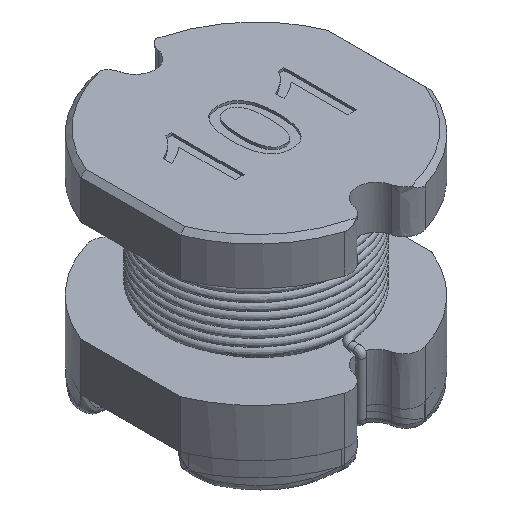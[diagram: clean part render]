
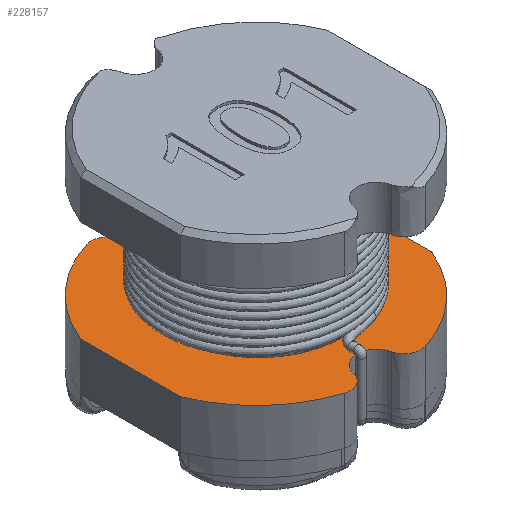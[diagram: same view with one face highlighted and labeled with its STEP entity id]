
A CAD part, isometric view. The second image highlights one B-rep face of the part: STEP entity #228157.
In plain terms, the highlighted free-form (B-spline) face has degree [1, 1] with [2, 2] control points.
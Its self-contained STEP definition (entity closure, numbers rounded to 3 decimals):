
#226823=CARTESIAN_POINT('',(0.,-1.2,-3.));
#226824=VERTEX_POINT('',#226823);
#226830=CARTESIAN_POINT('',(0.,-1.2,-3.));
#226831=CARTESIAN_POINT('',(1.2,-1.2,-3.));
#226832=CARTESIAN_POINT('',(1.2,0.,-3.));
#226833=CARTESIAN_POINT('',(1.2,1.2,-3.));
#226834=CARTESIAN_POINT('',(0.,1.2,-3.));
#226835=CARTESIAN_POINT('',(-1.2,1.2,-3.));
#226836=CARTESIAN_POINT('',(-1.2,0.,-3.));
#226837=CARTESIAN_POINT('',(-1.2,-1.2,-3.));
#226838=CARTESIAN_POINT('',(0.,-1.2,-3.));
#226839=(BOUNDED_CURVE()B_SPLINE_CURVE(2,(#226830,#226831,#226832,#226833,#226834,#226835,#226836,#226837,#226838),.CIRCULAR_ARC.,.T.,.U.)B_SPLINE_CURVE_WITH_KNOTS((3,2,2,2,3),(0.,0.25,0.5,0.75,1.),.UNSPECIFIED.)CURVE()GEOMETRIC_REPRESENTATION_ITEM()RATIONAL_B_SPLINE_CURVE((1.,0.707,1.,0.707,1.,0.707,1.,0.707,1.))REPRESENTATION_ITEM(''));
#226840=EDGE_CURVE('',#226824,#226824,#226839,.T.);
#227526=CARTESIAN_POINT('',(-0.837,-2.672,-3.));
#227527=VERTEX_POINT('',#227526);
#227533=CARTESIAN_POINT('',(-2.6,-1.039,-3.));
#227534=VERTEX_POINT('',#227533);
#227535=CARTESIAN_POINT('',(-2.6,-1.039,-3.));
#227536=CARTESIAN_POINT('',(-2.106,-2.274,-3.));
#227537=CARTESIAN_POINT('',(-0.837,-2.672,-3.));
#227538=(BOUNDED_CURVE()B_SPLINE_CURVE(2,(#227535,#227536,#227537),.CIRCULAR_ARC.,.F.,.U.)B_SPLINE_CURVE_WITH_KNOTS((3,3),(0.813,0.949),.UNSPECIFIED.)CURVE()GEOMETRIC_REPRESENTATION_ITEM()RATIONAL_B_SPLINE_CURVE((0.89,0.81,0.905))REPRESENTATION_ITEM(''));
#227539=EDGE_CURVE('',#227534,#227527,#227538,.T.);
#227673=CARTESIAN_POINT('',(-2.6,1.039,-3.));
#227674=VERTEX_POINT('',#227673);
#227680=CARTESIAN_POINT('',(-0.837,2.672,-3.));
#227681=VERTEX_POINT('',#227680);
#227682=CARTESIAN_POINT('',(-0.837,2.672,-3.));
#227683=CARTESIAN_POINT('',(-2.106,2.274,-3.));
#227684=CARTESIAN_POINT('',(-2.6,1.039,-3.));
#227685=(BOUNDED_CURVE()B_SPLINE_CURVE(2,(#227682,#227683,#227684),.CIRCULAR_ARC.,.F.,.U.)B_SPLINE_CURVE_WITH_KNOTS((3,3),(0.551,0.687),.UNSPECIFIED.)CURVE()GEOMETRIC_REPRESENTATION_ITEM()RATIONAL_B_SPLINE_CURVE((0.905,0.81,0.89))REPRESENTATION_ITEM(''));
#227686=EDGE_CURVE('',#227681,#227674,#227685,.T.);
#227822=CARTESIAN_POINT('',(0.837,2.672,-3.));
#227823=VERTEX_POINT('',#227822);
#227829=CARTESIAN_POINT('',(2.6,1.039,-3.));
#227830=VERTEX_POINT('',#227829);
#227831=CARTESIAN_POINT('',(2.6,1.039,-3.));
#227832=CARTESIAN_POINT('',(2.106,2.274,-3.));
#227833=CARTESIAN_POINT('',(0.837,2.672,-3.));
#227834=(BOUNDED_CURVE()B_SPLINE_CURVE(2,(#227831,#227832,#227833),.CIRCULAR_ARC.,.F.,.U.)B_SPLINE_CURVE_WITH_KNOTS((3,3),(0.313,0.449),.UNSPECIFIED.)CURVE()GEOMETRIC_REPRESENTATION_ITEM()RATIONAL_B_SPLINE_CURVE((0.89,0.81,0.905))REPRESENTATION_ITEM(''));
#227835=EDGE_CURVE('',#227830,#227823,#227834,.T.);
#227972=CARTESIAN_POINT('',(2.6,-1.039,-3.));
#227973=VERTEX_POINT('',#227972);
#227979=CARTESIAN_POINT('',(0.837,-2.672,-3.));
#227980=VERTEX_POINT('',#227979);
#227981=CARTESIAN_POINT('',(0.837,-2.672,-3.));
#227982=CARTESIAN_POINT('',(2.106,-2.274,-3.));
#227983=CARTESIAN_POINT('',(2.6,-1.039,-3.));
#227984=(BOUNDED_CURVE()B_SPLINE_CURVE(2,(#227981,#227982,#227983),.CIRCULAR_ARC.,.F.,.U.)B_SPLINE_CURVE_WITH_KNOTS((3,3),(0.051,0.187),.UNSPECIFIED.)CURVE()GEOMETRIC_REPRESENTATION_ITEM()RATIONAL_B_SPLINE_CURVE((0.905,0.81,0.89))REPRESENTATION_ITEM(''));
#227985=EDGE_CURVE('',#227980,#227973,#227984,.T.);
#228081=CARTESIAN_POINT('',(-8.4,8.4,-3.));
#228082=CARTESIAN_POINT('',(8.4,8.4,-3.));
#228083=CARTESIAN_POINT('',(-8.4,-8.4,-3.));
#228084=CARTESIAN_POINT('',(8.4,-8.4,-3.));
#228085=B_SPLINE_SURFACE_WITH_KNOTS('',1,1,((#228081,#228082),(#228083,#228084)),.PLANE_SURF.,.F.,.F.,.U.,(2,2),(2,2),(-1.,2.),(-1.,2.),.UNSPECIFIED.);
#228086=CARTESIAN_POINT('',(0.391,-2.414,-3.));
#228087=VERTEX_POINT('',#228086);
#228088=CARTESIAN_POINT('',(0.391,-2.414,-3.));
#228089=CARTESIAN_POINT('',(0.424,-2.564,-3.));
#228090=CARTESIAN_POINT('',(0.69,-2.718,-3.));
#228091=CARTESIAN_POINT('',(0.837,-2.672,-3.));
#228092=(BOUNDED_CURVE()B_SPLINE_CURVE(2,(#228088,#228089,#228090,#228091),.UNSPECIFIED.,.F.,.U.)B_SPLINE_CURVE_WITH_KNOTS((3,1,3),(0.,0.5,1.),.UNSPECIFIED.)CURVE()GEOMETRIC_REPRESENTATION_ITEM()RATIONAL_B_SPLINE_CURVE((1.,0.838,0.838,1.))REPRESENTATION_ITEM(''));
#228093=EDGE_CURVE('',#228087,#227980,#228092,.T.);
#228094=ORIENTED_EDGE('',*,*,#228093,.T.);
#228095=ORIENTED_EDGE('',*,*,#227985,.T.);
#228096=CARTESIAN_POINT('',(2.6,1.039,-3.));
#228097=CARTESIAN_POINT('',(2.6,-1.039,-3.));
#228098=B_SPLINE_CURVE_WITH_KNOTS('',1,(#228096,#228097),.POLYLINE_FORM.,.F.,.U.,(2,2),(0.528,0.69),.UNSPECIFIED.);
#228099=EDGE_CURVE('',#227830,#227973,#228098,.T.);
#228100=ORIENTED_EDGE('',*,*,#228099,.F.);
#228101=ORIENTED_EDGE('',*,*,#227835,.T.);
#228102=CARTESIAN_POINT('',(0.391,2.414,-3.));
#228103=VERTEX_POINT('',#228102);
#228104=CARTESIAN_POINT('',(0.391,2.414,-3.));
#228105=CARTESIAN_POINT('',(0.424,2.564,-3.));
#228106=CARTESIAN_POINT('',(0.69,2.718,-3.));
#228107=CARTESIAN_POINT('',(0.837,2.672,-3.));
#228108=(BOUNDED_CURVE()B_SPLINE_CURVE(2,(#228104,#228105,#228106,#228107),.UNSPECIFIED.,.F.,.U.)B_SPLINE_CURVE_WITH_KNOTS((3,1,3),(0.,0.5,1.),.UNSPECIFIED.)CURVE()GEOMETRIC_REPRESENTATION_ITEM()RATIONAL_B_SPLINE_CURVE((1.,0.838,0.838,1.))REPRESENTATION_ITEM(''));
#228109=EDGE_CURVE('',#228103,#227823,#228108,.T.);
#228110=ORIENTED_EDGE('',*,*,#228109,.F.);
#228111=CARTESIAN_POINT('',(-0.391,2.414,-3.));
#228112=VERTEX_POINT('',#228111);
#228113=CARTESIAN_POINT('',(-0.391,2.414,-3.));
#228114=CARTESIAN_POINT('',(-0.321,2.1,-3.));
#228115=CARTESIAN_POINT('',(0.,2.1,-3.));
#228116=CARTESIAN_POINT('',(0.321,2.1,-3.));
#228117=CARTESIAN_POINT('',(0.391,2.414,-3.));
#228118=(BOUNDED_CURVE()B_SPLINE_CURVE(2,(#228113,#228114,#228115,#228116,#228117),.CIRCULAR_ARC.,.F.,.U.)B_SPLINE_CURVE_WITH_KNOTS((3,2,3),(0.074,0.5,0.926),.UNSPECIFIED.)CURVE()GEOMETRIC_REPRESENTATION_ITEM()RATIONAL_B_SPLINE_CURVE((0.926,0.75,1.,0.75,0.926))REPRESENTATION_ITEM(''));
#228119=EDGE_CURVE('',#228112,#228103,#228118,.T.);
#228120=ORIENTED_EDGE('',*,*,#228119,.F.);
#228121=CARTESIAN_POINT('',(-0.391,2.414,-3.));
#228122=CARTESIAN_POINT('',(-0.424,2.564,-3.));
#228123=CARTESIAN_POINT('',(-0.69,2.718,-3.));
#228124=CARTESIAN_POINT('',(-0.837,2.672,-3.));
#228125=(BOUNDED_CURVE()B_SPLINE_CURVE(2,(#228121,#228122,#228123,#228124),.UNSPECIFIED.,.F.,.U.)B_SPLINE_CURVE_WITH_KNOTS((3,1,3),(0.,0.5,1.),.UNSPECIFIED.)CURVE()GEOMETRIC_REPRESENTATION_ITEM()RATIONAL_B_SPLINE_CURVE((1.,0.838,0.838,1.))REPRESENTATION_ITEM(''));
#228126=EDGE_CURVE('',#228112,#227681,#228125,.T.);
#228127=ORIENTED_EDGE('',*,*,#228126,.T.);
#228128=ORIENTED_EDGE('',*,*,#227686,.T.);
#228129=CARTESIAN_POINT('',(-2.6,-1.039,-3.));
#228130=CARTESIAN_POINT('',(-2.6,1.039,-3.));
#228131=B_SPLINE_CURVE_WITH_KNOTS('',1,(#228129,#228130),.POLYLINE_FORM.,.F.,.U.,(2,2),(0.31,0.472),.UNSPECIFIED.);
#228132=EDGE_CURVE('',#227534,#227674,#228131,.T.);
#228133=ORIENTED_EDGE('',*,*,#228132,.F.);
#228134=ORIENTED_EDGE('',*,*,#227539,.T.);
#228135=CARTESIAN_POINT('',(-0.391,-2.414,-3.));
#228136=VERTEX_POINT('',#228135);
#228137=CARTESIAN_POINT('',(-0.391,-2.414,-3.));
#228138=CARTESIAN_POINT('',(-0.424,-2.564,-3.));
#228139=CARTESIAN_POINT('',(-0.69,-2.718,-3.));
#228140=CARTESIAN_POINT('',(-0.837,-2.672,-3.));
#228141=(BOUNDED_CURVE()B_SPLINE_CURVE(2,(#228137,#228138,#228139,#228140),.UNSPECIFIED.,.F.,.U.)B_SPLINE_CURVE_WITH_KNOTS((3,1,3),(0.,0.5,1.),.UNSPECIFIED.)CURVE()GEOMETRIC_REPRESENTATION_ITEM()RATIONAL_B_SPLINE_CURVE((1.,0.838,0.838,1.))REPRESENTATION_ITEM(''));
#228142=EDGE_CURVE('',#228136,#227527,#228141,.T.);
#228143=ORIENTED_EDGE('',*,*,#228142,.F.);
#228144=CARTESIAN_POINT('',(0.391,-2.414,-3.));
#228145=CARTESIAN_POINT('',(0.321,-2.1,-3.));
#228146=CARTESIAN_POINT('',(0.,-2.1,-3.));
#228147=CARTESIAN_POINT('',(-0.321,-2.1,-3.));
#228148=CARTESIAN_POINT('',(-0.391,-2.414,-3.));
#228149=(BOUNDED_CURVE()B_SPLINE_CURVE(2,(#228144,#228145,#228146,#228147,#228148),.CIRCULAR_ARC.,.F.,.U.)B_SPLINE_CURVE_WITH_KNOTS((3,2,3),(0.074,0.5,0.926),.UNSPECIFIED.)CURVE()GEOMETRIC_REPRESENTATION_ITEM()RATIONAL_B_SPLINE_CURVE((0.926,0.75,1.,0.75,0.926))REPRESENTATION_ITEM(''));
#228150=EDGE_CURVE('',#228087,#228136,#228149,.T.);
#228151=ORIENTED_EDGE('',*,*,#228150,.F.);
#228152=EDGE_LOOP('',(#228094,#228095,#228100,#228101,#228110,#228120,#228127,#228128,#228133,#228134,#228143,#228151));
#228153=FACE_OUTER_BOUND('',#228152,.T.);
#228154=ORIENTED_EDGE('',*,*,#226840,.F.);
#228155=EDGE_LOOP('',(#228154));
#228156=FACE_BOUND('',#228155,.T.);
#228157=ADVANCED_FACE('',(#228153,#228156),#228085,.T.);
